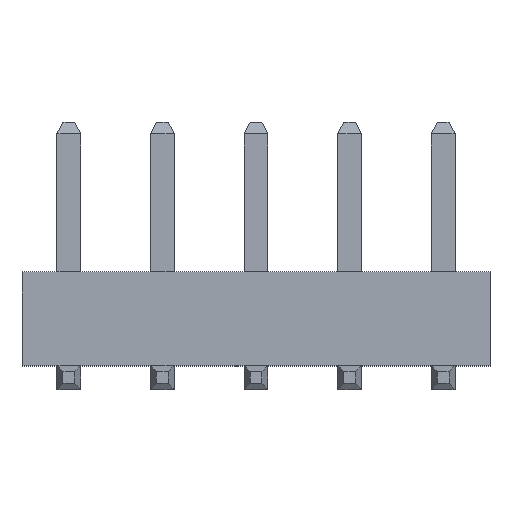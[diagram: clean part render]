
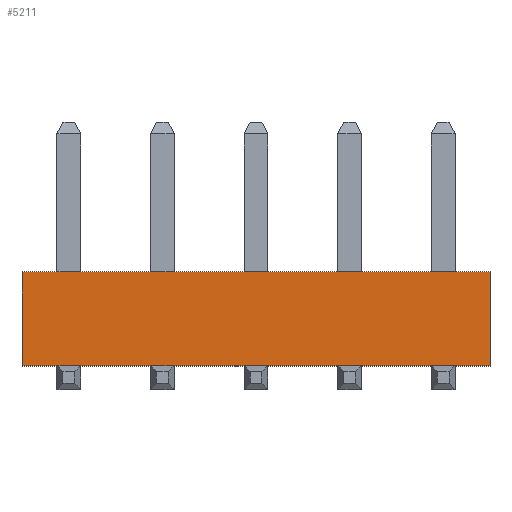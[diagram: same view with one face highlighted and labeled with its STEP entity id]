
A CAD part, top view. The second image highlights one B-rep face of the part: STEP entity #5211.
In plain terms, the highlighted planar face has unit normal (0, 0, 1).
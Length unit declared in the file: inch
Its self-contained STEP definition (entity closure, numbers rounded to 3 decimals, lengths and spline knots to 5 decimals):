
#1284=ORIENTED_EDGE('',*,*,#2140,.T.);
#1285=ORIENTED_EDGE('',*,*,#2141,.F.);
#1286=ORIENTED_EDGE('',*,*,#2142,.F.);
#1287=ORIENTED_EDGE('',*,*,#2137,.T.);
#2137=EDGE_CURVE('',#2638,#2637,#3277,.T.);
#2140=EDGE_CURVE('',#2637,#2640,#3280,.T.);
#2141=EDGE_CURVE('',#2641,#2640,#3281,.T.);
#2142=EDGE_CURVE('',#2638,#2641,#3282,.T.);
#2637=VERTEX_POINT('',#8157);
#2638=VERTEX_POINT('',#8159);
#2640=VERTEX_POINT('',#8165);
#2641=VERTEX_POINT('',#8167);
#3277=LINE('',#8158,#3961);
#3280=LINE('',#8164,#3964);
#3281=LINE('',#8166,#3965);
#3282=LINE('',#8168,#3966);
#3961=VECTOR('',#6732,39.37008);
#3964=VECTOR('',#6737,39.37008);
#3965=VECTOR('',#6738,39.37008);
#3966=VECTOR('',#6739,39.37008);
#4337=EDGE_LOOP('',(#1284,#1285,#1286,#1287));
#4647=FACE_BOUND('',#4337,.T.);
#4929=PLANE('',#5573);
#5211=ADVANCED_FACE('',(#4647),#4929,.F.);
#5573=AXIS2_PLACEMENT_3D('',#8163,#6735,#6736);
#6732=DIRECTION('',(0.,-1.,0.));
#6735=DIRECTION('',(0.,0.,-1.));
#6736=DIRECTION('',(-1.,0.,0.));
#6737=DIRECTION('',(1.,0.,0.));
#6738=DIRECTION('',(0.,-1.,0.));
#6739=DIRECTION('',(1.,0.,0.));
#8157=CARTESIAN_POINT('',(-0.19685,0.,0.0785));
#8158=CARTESIAN_POINT('',(-0.19685,0.079,0.0785));
#8159=CARTESIAN_POINT('',(-0.19685,0.079,0.0785));
#8163=CARTESIAN_POINT('',(-0.19685,0.079,0.0785));
#8164=CARTESIAN_POINT('',(-0.19685,0.,0.0785));
#8165=CARTESIAN_POINT('',(0.19685,0.,0.0785));
#8166=CARTESIAN_POINT('',(0.19685,0.079,0.0785));
#8167=CARTESIAN_POINT('',(0.19685,0.079,0.0785));
#8168=CARTESIAN_POINT('',(-0.19685,0.079,0.0785));
